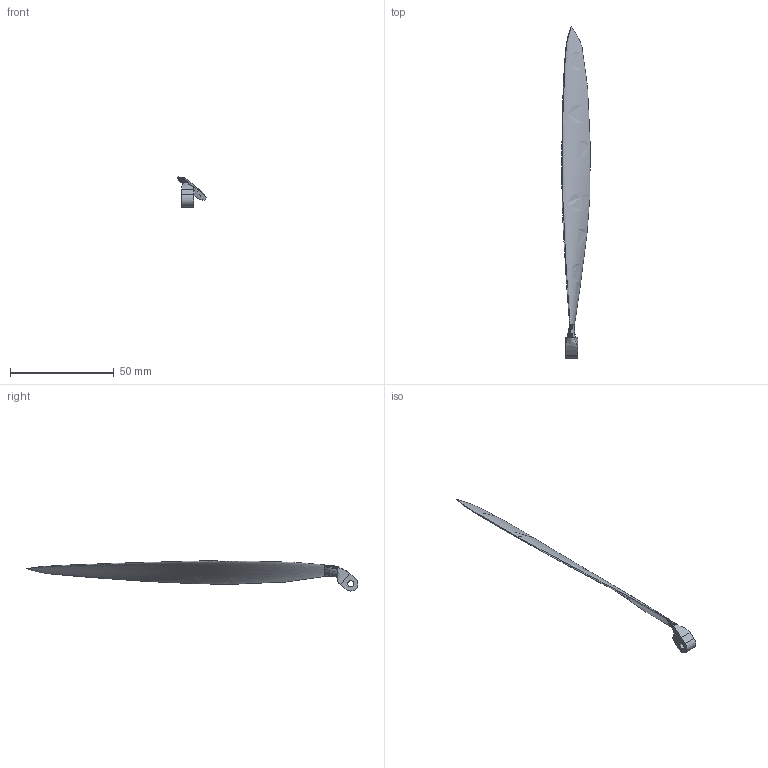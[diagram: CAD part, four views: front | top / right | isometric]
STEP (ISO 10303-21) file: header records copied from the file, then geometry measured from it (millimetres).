
FILE_DESCRIPTION(/* description */ ('Alibre Inc.'),/* implementation_level */ '2;1');
FILE_NAME(/* name */ 'export0',/* time_stamp */ '2018-10-23T16:15:20+02:00',/* author */ (''),/* organization */ (''),/* preprocessor_version */ 'ST-DEVELOPER v17',/* originating_system */ 'Alibre',/* authorisation */ '');
FILE_SCHEMA (('CONFIG_CONTROL_DESIGN'));
Length unit declared in the file: metre
Products named in the file (1): ID_2
Bounding box: 13.69 x 160 x 14.47 mm (x, y, z)
Surface area: 4359.3 mm2 (no closed solid volume)
Topology: 0 solids, 1 shells, 52 faces, 142 edges, 88 vertices
Faces by surface type: bspline 27, plane 23, cylinder 2
Full cylindrical faces by diameter (mm): 3 x1
Entity records: 4046 total; most frequent: CARTESIAN_POINT 3003, ORIENTED_EDGE 274, EDGE_CURVE 139, VERTEX_POINT 88, DIRECTION 88, EDGE_LOOP 55, FACE_BOUND 55, ADVANCED_FACE 52
